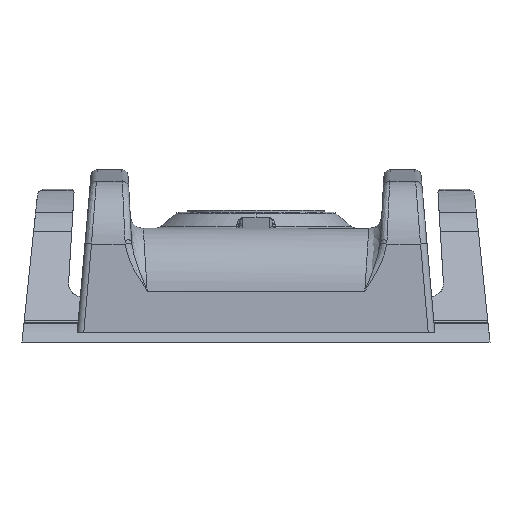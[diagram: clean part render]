
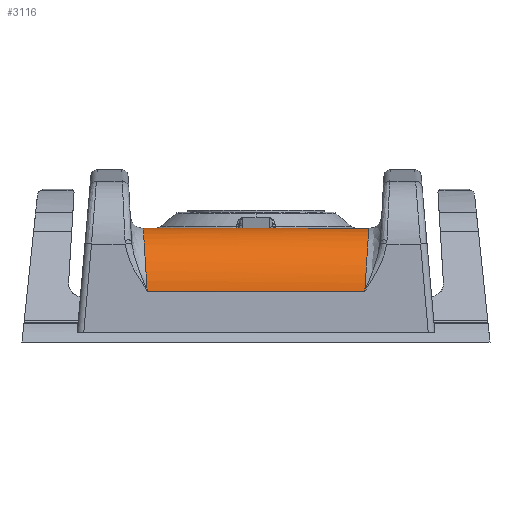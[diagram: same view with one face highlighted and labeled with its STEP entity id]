
A CAD part, front view. The second image highlights one B-rep face of the part: STEP entity #3116.
In plain terms, the highlighted cylindrical face has radius 10 mm (diameter 20 mm), a partial arc.
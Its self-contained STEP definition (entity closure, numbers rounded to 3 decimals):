
#283 = CARTESIAN_POINT ( 'NONE',  ( 17.214, -40.109, 13.812 ) ) ;
#370 = CARTESIAN_POINT ( 'NONE',  ( 16.745, -43.778, 6.349 ) ) ;
#467 = CARTESIAN_POINT ( 'NONE',  ( -16.745, -43.778, 6.349 ) ) ;
#929 = CARTESIAN_POINT ( 'NONE',  ( 17.137, -41.377, 12.587 ) ) ;
#1261 = B_SPLINE_CURVE_WITH_KNOTS ( 'NONE', 3,
 ( #6112, #4729, #6020, #3247 ),
 .UNSPECIFIED., .F., .F.,
 ( 4, 4 ),
 ( 0., 1. ),
 .UNSPECIFIED. ) ;
#1417 = DIRECTION ( 'NONE',  ( -1., 0., 0. ) ) ;
#1583 = CARTESIAN_POINT ( 'NONE',  ( 17.347, -35.391, 15.916 ) ) ;
#1729 = LINE ( 'NONE', #4436, #8279 ) ;
#1771 = CARTESIAN_POINT ( 'NONE',  ( -17.352, -33.784, 16. ) ) ;
#2104 = EDGE_CURVE ( 'NONE', #5316, #5391, #1261, .T. ) ;
#2283 = CARTESIAN_POINT ( 'NONE',  ( 16.845, -43.639, 7.944 ) ) ;
#2295 = CYLINDRICAL_SURFACE ( 'NONE', #4832, 10. ) ;
#2468 = CARTESIAN_POINT ( 'NONE',  ( -17.137, -41.377, 12.587 ) ) ;
#2494 = ORIENTED_EDGE ( 'NONE', *, *, #4070, .F. ) ;
#2552 = CARTESIAN_POINT ( 'NONE',  ( -17.276, -38.646, 14.798 ) ) ;
#2915 =( BOUNDED_CURVE ( )  B_SPLINE_CURVE ( 3, ( #4207, #6821, #1583, #3605, #3017, #283, #929, #6277, #3565, #2283, #3517, #370 ),
 .UNSPECIFIED., .F., .F. ) 
 B_SPLINE_CURVE_WITH_KNOTS ( ( 4, 1, 1, 1, 1, 1, 1, 1, 1, 4 ),
 ( 0., 0.1, 0.214, 0.329, 0.443, 0.557, 0.672, 0.787, 0.901, 1. ),
 .UNSPECIFIED. ) 
 CURVE ( )  GEOMETRIC_REPRESENTATION_ITEM ( )  RATIONAL_B_SPLINE_CURVE ( ( 1.163, 1.163, 1.163, 1.163, 1.163, 1.163, 1.163, 1.163, 1.163, 1.163, 1.163, 1.163 ) ) 
 REPRESENTATION_ITEM ( '' )  );
#3017 = CARTESIAN_POINT ( 'NONE',  ( 17.276, -38.646, 14.798 ) ) ;
#3116 = ADVANCED_FACE ( 'NONE', ( #8161 ), #2295, .T. ) ;
#3188 = CARTESIAN_POINT ( 'NONE',  ( -16.948, -43.182, 9.567 ) ) ;
#3222 = CARTESIAN_POINT ( 'NONE',  ( 17.352, -33.784, 16. ) ) ;
#3247 = CARTESIAN_POINT ( 'NONE',  ( -16.745, -43.778, 6.349 ) ) ;
#3517 = CARTESIAN_POINT ( 'NONE',  ( 16.777, -43.761, 6.856 ) ) ;
#3534 = DIRECTION ( 'NONE',  ( 0., 0., 1. ) ) ;
#3565 = CARTESIAN_POINT ( 'NONE',  ( 16.948, -43.182, 9.567 ) ) ;
#3605 = CARTESIAN_POINT ( 'NONE',  ( 17.321, -37.032, 15.512 ) ) ;
#3611 = EDGE_CURVE ( 'NONE', #5391, #5132, #6414, .T. ) ;
#3799 = ORIENTED_EDGE ( 'NONE', *, *, #2104, .F. ) ;
#3832 = CARTESIAN_POINT ( 'NONE',  ( -16.845, -43.639, 7.944 ) ) ;
#4070 = EDGE_CURVE ( 'NONE', #5241, #5316, #2915, .T. ) ;
#4207 = CARTESIAN_POINT ( 'NONE',  ( 17.352, -33.784, 16. ) ) ;
#4236 = ORIENTED_EDGE ( 'NONE', *, *, #3611, .F. ) ;
#4436 = CARTESIAN_POINT ( 'NONE',  ( 0., -33.784, 16. ) ) ;
#4552 = CARTESIAN_POINT ( 'NONE',  ( 16.745, -43.778, 6.349 ) ) ;
#4729 = CARTESIAN_POINT ( 'NONE',  ( 5.582, -43.778, 6.349 ) ) ;
#4832 = AXIS2_PLACEMENT_3D ( 'NONE', #4909, #1417, #3534 ) ;
#4909 = CARTESIAN_POINT ( 'NONE',  ( 17.56, -33.784, 6. ) ) ;
#4966 = ORIENTED_EDGE ( 'NONE', *, *, #6289, .T. ) ;
#5083 = DIRECTION ( 'NONE',  ( -1., 0., 0. ) ) ;
#5132 = VERTEX_POINT ( 'NONE', #6421 ) ;
#5170 = CARTESIAN_POINT ( 'NONE',  ( -17.321, -37.032, 15.512 ) ) ;
#5209 = CARTESIAN_POINT ( 'NONE',  ( -17.352, -34.296, 16. ) ) ;
#5241 = VERTEX_POINT ( 'NONE', #3222 ) ;
#5316 = VERTEX_POINT ( 'NONE', #4552 ) ;
#5391 = VERTEX_POINT ( 'NONE', #6232 ) ;
#6020 = CARTESIAN_POINT ( 'NONE',  ( -5.582, -43.778, 6.349 ) ) ;
#6112 = CARTESIAN_POINT ( 'NONE',  ( 16.745, -43.778, 6.349 ) ) ;
#6232 = CARTESIAN_POINT ( 'NONE',  ( -16.745, -43.778, 6.349 ) ) ;
#6277 = CARTESIAN_POINT ( 'NONE',  ( 17.048, -42.412, 11.158 ) ) ;
#6289 = EDGE_CURVE ( 'NONE', #5241, #5132, #1729, .T. ) ;
#6414 =( BOUNDED_CURVE ( )  B_SPLINE_CURVE ( 3, ( #467, #7736, #3832, #3188, #8416, #2468, #8459, #2552, #5170, #7776, #5209, #1771 ),
 .UNSPECIFIED., .F., .T. ) 
 B_SPLINE_CURVE_WITH_KNOTS ( ( 4, 1, 1, 1, 1, 1, 1, 1, 1, 4 ),
 ( 0., 0.099, 0.213, 0.328, 0.443, 0.557, 0.671, 0.786, 0.9, 1. ),
 .UNSPECIFIED. ) 
 CURVE ( )  GEOMETRIC_REPRESENTATION_ITEM ( )  RATIONAL_B_SPLINE_CURVE ( ( 1.163, 1.163, 1.163, 1.163, 1.163, 1.163, 1.163, 1.163, 1.163, 1.163, 1.163, 1.163 ) ) 
 REPRESENTATION_ITEM ( '' )  );
#6421 = CARTESIAN_POINT ( 'NONE',  ( -17.352, -33.784, 16. ) ) ;
#6821 = CARTESIAN_POINT ( 'NONE',  ( 17.352, -34.296, 16. ) ) ;
#7088 = EDGE_LOOP ( 'NONE', ( #4236, #3799, #2494, #4966 ) ) ;
#7736 = CARTESIAN_POINT ( 'NONE',  ( -16.777, -43.761, 6.856 ) ) ;
#7776 = CARTESIAN_POINT ( 'NONE',  ( -17.347, -35.391, 15.916 ) ) ;
#8161 = FACE_OUTER_BOUND ( 'NONE', #7088, .T. ) ;
#8279 = VECTOR ( 'NONE', #5083, 1000. ) ;
#8416 = CARTESIAN_POINT ( 'NONE',  ( -17.048, -42.412, 11.158 ) ) ;
#8459 = CARTESIAN_POINT ( 'NONE',  ( -17.214, -40.109, 13.812 ) ) ;
